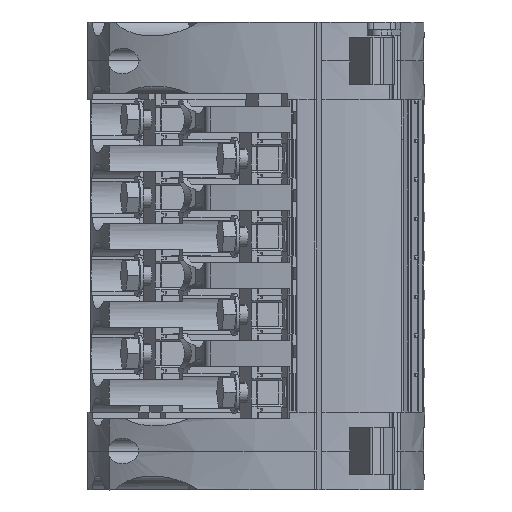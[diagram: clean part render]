
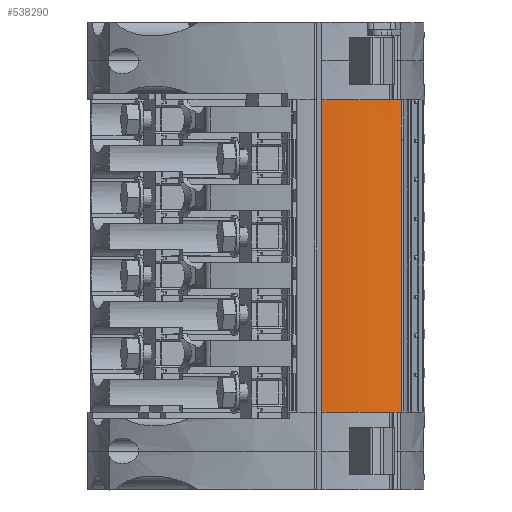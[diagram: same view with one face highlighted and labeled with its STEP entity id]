
A CAD part, left-side view. The second image highlights one B-rep face of the part: STEP entity #538290.
In plain terms, the highlighted cylindrical face has radius 50 mm (diameter 100 mm), a partial arc.
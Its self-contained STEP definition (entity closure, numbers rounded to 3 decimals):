
#4700=CARTESIAN_POINT('',(-74.875,79.391,
7.03));
#4710=VERTEX_POINT('',#4700);
#4870=CARTESIAN_POINT('',(-74.875,77.387,
-7.074));
#4880=VERTEX_POINT('',#4870);
#4910=CARTESIAN_POINT('',(-74.875,29.391,
6.938));
#4920=DIRECTION('',(1.,0.,0.));
#4930=DIRECTION('',(0.,1.,0.));
#4940=AXIS2_PLACEMENT_3D('',#4910,#4920,#4930);
#4950=CIRCLE('',#4940,50.);
#4960=EDGE_CURVE('',#4880,#4710,#4950,.T.);
#536630=CARTESIAN_POINT('',(-9.675,29.391,
6.938));
#536640=DIRECTION('',(-1.,0.,0.));
#536650=DIRECTION('',(0.,0.,1.));
#536660=AXIS2_PLACEMENT_3D('',#536630,#536640,#536650);
#536670=CIRCLE('',#536660,50.);
#536680=CARTESIAN_POINT('',(-9.675,79.391,
7.03));
#536690=VERTEX_POINT('',#536680);
#536700=CARTESIAN_POINT('',(-9.675,77.387,
-7.074));
#536710=VERTEX_POINT('',#536700);
#536720=EDGE_CURVE('',#536690,#536710,#536670,.T.);
#537240=CARTESIAN_POINT('',(-83.025,29.391,
6.938));
#537250=DIRECTION('',(1.,0.,0.));
#537260=DIRECTION('',(0.,1.,0.));
#537270=AXIS2_PLACEMENT_3D('',#537240,#537250,#537260);
#537280=CYLINDRICAL_SURFACE('',#537270,50.);
#537290=CARTESIAN_POINT('',(-83.025,79.391,
7.03));
#537300=DIRECTION('',(1.,0.,0.));
#537310=VECTOR('',#537300,1.);
#537320=LINE('',#537290,#537310);
#537330=EDGE_CURVE('',#4710,#536690,#537320,.T.);
#537340=ORIENTED_EDGE('',*,*,#537330,.T.);
#537350=ORIENTED_EDGE('',*,*,#4960,.T.);
#537360=CARTESIAN_POINT('',(-74.875,29.391,
6.938));
#537370=DIRECTION('',(1.,0.,0.));
#537380=DIRECTION('',(0.,1.,0.));
#537390=AXIS2_PLACEMENT_3D('',#537360,#537370,#537380);
#537400=CIRCLE('',#537390,50.);
#537410=CARTESIAN_POINT('',(-74.875,76.606,
-9.516));
#537420=VERTEX_POINT('',#537410);
#537430=EDGE_CURVE('',#537420,#4880,#537400,.T.);
#537440=ORIENTED_EDGE('',*,*,#537430,.T.);
#537450=CARTESIAN_POINT('',(-65.725,76.606,
-9.516));
#537460=CARTESIAN_POINT('',(-67.417,76.606,
-9.516));
#537470=CARTESIAN_POINT('',(-69.108,76.606,
-9.516));
#537480=CARTESIAN_POINT('',(-72.492,76.606,
-9.516));
#537490=CARTESIAN_POINT('',(-74.183,76.606,
-9.516));
#537500=CARTESIAN_POINT('',(-75.875,76.606,
-9.516));
#537510=B_SPLINE_CURVE_WITH_KNOTS('',3,(#537450,#537460,#537470,#537480,
#537490,#537500),.UNSPECIFIED.,.F.,.F.,(4,2,4),(22.191,
27.266,32.341),.UNSPECIFIED.);
#537520=CARTESIAN_POINT('',(-66.725,76.606,
-9.516));
#537530=VERTEX_POINT('',#537520);
#537540=EDGE_CURVE('',#537530,#537420,#537510,.T.);
#537550=ORIENTED_EDGE('',*,*,#537540,.T.);
#537560=CARTESIAN_POINT('',(-67.725,76.606,
-9.516));
#537570=CARTESIAN_POINT('',(-67.224,76.606,
-9.516));
#537580=CARTESIAN_POINT('',(-66.723,76.606,
-9.516));
#537590=CARTESIAN_POINT('',(-66.188,76.606,
-9.516));
#537600=CARTESIAN_POINT('',(-66.155,76.606,
-9.516));
#537610=CARTESIAN_POINT('',(-66.088,76.606,
-9.516));
#537620=CARTESIAN_POINT('',(-66.054,76.606,
-9.516));
#537630=CARTESIAN_POINT('',(-65.987,76.606,
-9.516));
#537640=CARTESIAN_POINT('',(-65.954,76.606,
-9.516));
#537650=CARTESIAN_POINT('',(-65.719,76.606,
-9.516));
#537660=CARTESIAN_POINT('',(-65.316,76.606,
-9.516));
#537670=CARTESIAN_POINT('',(-64.914,76.606,
-9.516));
#537680=CARTESIAN_POINT('',(-64.092,76.606,
-9.516));
#537690=CARTESIAN_POINT('',(-63.471,76.606,
-9.516));
#537700=CARTESIAN_POINT('',(-62.834,76.606,
-9.516));
#537710=CARTESIAN_POINT('',(-62.817,76.606,
-9.516));
#537720=CARTESIAN_POINT('',(-62.796,76.606,
-9.516));
#537730=CARTESIAN_POINT('',(-62.791,76.606,
-9.516));
#537740=CARTESIAN_POINT('',(-62.758,76.606,
-9.516));
#537750=CARTESIAN_POINT('',(-62.729,76.606,
-9.516));
#537760=CARTESIAN_POINT('',(-62.671,76.606,
-9.516));
#537770=CARTESIAN_POINT('',(-62.642,76.606,
-9.516));
#537780=CARTESIAN_POINT('',(-62.388,76.606,
-9.516));
#537790=CARTESIAN_POINT('',(-62.163,76.606,
-9.516));
#537800=CARTESIAN_POINT('',(-61.718,76.606,
-9.516));
#537810=CARTESIAN_POINT('',(-61.497,76.606,
-9.516));
#537820=CARTESIAN_POINT('',(-61.056,76.606,
-9.516));
#537830=CARTESIAN_POINT('',(-60.836,76.606,
-9.516));
#537840=CARTESIAN_POINT('',(-58.58,76.606,
-9.516));
#537850=CARTESIAN_POINT('',(-56.544,76.606,
-9.516));
#537860=CARTESIAN_POINT('',(-53.491,76.606,
-9.516));
#537870=CARTESIAN_POINT('',(-52.473,76.606,
-9.516));
#537880=CARTESIAN_POINT('',(-50.437,76.606,
-9.516));
#537890=CARTESIAN_POINT('',(-49.419,76.606,
-9.516));
#537900=CARTESIAN_POINT('',(-47.384,76.606,
-9.516));
#537910=CARTESIAN_POINT('',(-46.366,76.606,
-9.516));
#537920=CARTESIAN_POINT('',(-44.33,76.606,
-9.516));
#537930=CARTESIAN_POINT('',(-43.312,76.606,
-9.516));
#537940=CARTESIAN_POINT('',(-40.259,76.606,
-9.516));
#537950=CARTESIAN_POINT('',(-38.223,76.606,
-9.516));
#537960=CARTESIAN_POINT('',(-34.86,76.606,
-9.516));
#537970=CARTESIAN_POINT('',(-33.533,76.606,
-9.516));
#537980=CARTESIAN_POINT('',(-30.878,76.606,
-9.516));
#537990=CARTESIAN_POINT('',(-29.551,76.606,
-9.516));
#538000=CARTESIAN_POINT('',(-26.896,76.606,
-9.516));
#538010=CARTESIAN_POINT('',(-25.569,76.606,
-9.516));
#538020=CARTESIAN_POINT('',(-23.578,76.606,
-9.516));
#538030=CARTESIAN_POINT('',(-22.251,76.606,
-9.516));
#538040=CARTESIAN_POINT('',(-20.924,76.606,
-9.516));
#538050=CARTESIAN_POINT('',(-19.819,76.606,
-9.516));
#538060=CARTESIAN_POINT('',(-19.378,76.606,
-9.516));
#538070=CARTESIAN_POINT('',(-18.496,76.606,
-9.516));
#538080=CARTESIAN_POINT('',(-18.055,76.606,
-9.516));
#538090=CARTESIAN_POINT('',(-17.173,76.606,
-9.516));
#538100=CARTESIAN_POINT('',(-16.732,76.606,
-9.516));
#538110=CARTESIAN_POINT('',(3.59,76.606,
-9.516));
#538120=CARTESIAN_POINT('',(23.47,76.606,
-9.516));
#538130=CARTESIAN_POINT('',(43.35,76.606,
-9.516));
#538140=(BOUNDED_CURVE() B_SPLINE_CURVE(3,(#537560,#537570,#537580,
#537590,#537600,#537610,#537620,#537630,#537640,#537650,#537660,#537670,
#537680,#537690,#537700,#537710,#537720,#537730,#537740,#537750,#537760,
#537770,#537780,#537790,#537800,#537810,#537820,#537830,#537840,#537850,
#537860,#537870,#537880,#537890,#537900,#537910,#537920,#537930,#537940,
#537950,#537960,#537970,#537980,#537990,#538000,#538010,#538020,#538030,
#538040,#538050,#538060,#538070,#538080,#538090,#538100,#538110,#538120,
#538130),.UNSPECIFIED.,.F.,.F.) B_SPLINE_CURVE_WITH_KNOTS((4,2,2,2,2,1,2
,2,2,2,2,2,2,2,2,2,2,2,2,2,2,2,2,2,1,2,2,2,2,4),(0.,1.503,
1.604,1.704,1.805,2.409,
3.013,4.874,4.924,4.938,
5.025,5.112,5.787,6.448,
7.11,13.217,16.27,19.324,
22.377,25.431,31.538,35.519,
39.501,43.483,45.474,47.465,
48.788,50.111,51.434,111.075),
.UNSPECIFIED.) CURVE() GEOMETRIC_REPRESENTATION_ITEM() 
RATIONAL_B_SPLINE_CURVE((1.,1.,
1.,1.,1.,1.,
1.,1.,1.,1.,
1.,1.,1.,1.,
1.,1.,1.,1.,
1.,1.,1.,1.,
1.,1.,1.,1.,
1.,1.,1.,1.,
1.,1.,1.,1.,
1.,1.,1.,1.,
1.,1.,1.,1.,
1.,1.,1.,1.,
1.,1.,1.,1.,
1.,1.,1.,1.,
1.,1.,1.,1.)
) REPRESENTATION_ITEM(''));
#538150=CARTESIAN_POINT('',(-9.675,76.606,
-9.516));
#538160=VERTEX_POINT('',#538150);
#538170=EDGE_CURVE('',#537530,#538160,#538140,.T.);
#538180=ORIENTED_EDGE('',*,*,#538170,.F.);
#538190=CARTESIAN_POINT('',(-9.675,29.391,
6.938));
#538200=DIRECTION('',(1.,0.,0.));
#538210=DIRECTION('',(0.,1.,0.));
#538220=AXIS2_PLACEMENT_3D('',#538190,#538200,#538210);
#538230=CIRCLE('',#538220,50.);
#538240=EDGE_CURVE('',#538160,#536710,#538230,.T.);
#538250=ORIENTED_EDGE('',*,*,#538240,.F.);
#538260=ORIENTED_EDGE('',*,*,#536720,.T.);
#538270=EDGE_LOOP('',(#538260,#538250,#538180,#537550,#537440,#537350,
#537340));
#538280=FACE_OUTER_BOUND('',#538270,.T.);
#538290=ADVANCED_FACE('',(#538280),#537280,.T.);
